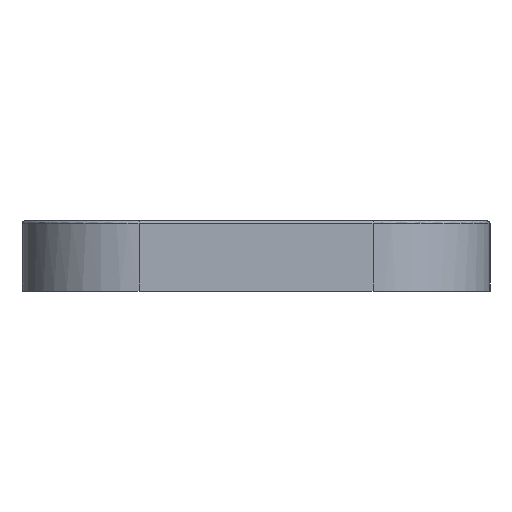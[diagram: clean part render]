
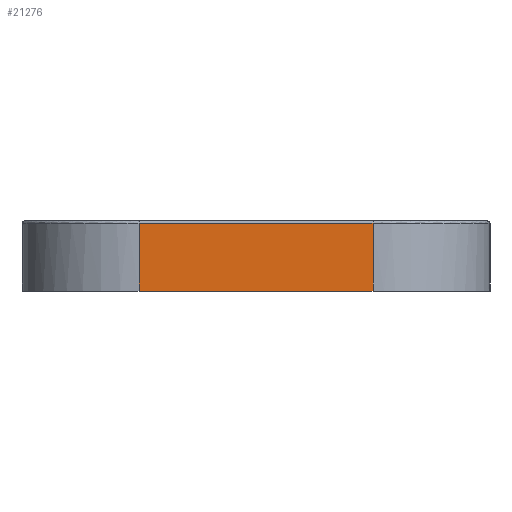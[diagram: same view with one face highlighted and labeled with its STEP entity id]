
A CAD part, left-side view. The second image highlights one B-rep face of the part: STEP entity #21276.
In plain terms, the highlighted free-form (B-spline) face has degree [1, 1] with [2, 2] control points.
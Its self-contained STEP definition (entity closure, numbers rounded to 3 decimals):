
#21276 = ADVANCED_FACE('',(#21277),#21307,.T.);
#21277 = FACE_BOUND('',#21278,.T.);
#21278 = EDGE_LOOP('',(#21279,#21288,#21295,#21302));
#21279 = ORIENTED_EDGE('',*,*,#21280,.F.);
#21280 = EDGE_CURVE('',#21281,#21283,#21285,.T.);
#21281 = VERTEX_POINT('',#21282);
#21282 = CARTESIAN_POINT('',(0.,14.598,
    2.822));
#21283 = VERTEX_POINT('',#21284);
#21284 = CARTESIAN_POINT('',(0.,4.866,2.822));
#21285 = B_SPLINE_CURVE_WITH_KNOTS('',1,(#21286,#21287),.UNSPECIFIED.,
  .F.,.F.,(2,2),(0.,10.),.PIECEWISE_BEZIER_KNOTS.);
#21286 = CARTESIAN_POINT('',(0.,14.598,2.822));
#21287 = CARTESIAN_POINT('',(0.,4.866,2.822));
#21288 = ORIENTED_EDGE('',*,*,#21289,.F.);
#21289 = EDGE_CURVE('',#21290,#21281,#21292,.T.);
#21290 = VERTEX_POINT('',#21291);
#21291 = CARTESIAN_POINT('',(0.,14.598,0.));
#21292 = B_SPLINE_CURVE_WITH_KNOTS('',1,(#21293,#21294),.UNSPECIFIED.,
  .F.,.F.,(2,2),(0.,2.9),.PIECEWISE_BEZIER_KNOTS.);
#21293 = CARTESIAN_POINT('',(0.,14.598,0.));
#21294 = CARTESIAN_POINT('',(0.,14.598,2.822));
#21295 = ORIENTED_EDGE('',*,*,#21296,.T.);
#21296 = EDGE_CURVE('',#21290,#21297,#21299,.T.);
#21297 = VERTEX_POINT('',#21298);
#21298 = CARTESIAN_POINT('',(0.,4.866,0.));
#21299 = B_SPLINE_CURVE_WITH_KNOTS('',1,(#21300,#21301),.UNSPECIFIED.,
  .F.,.F.,(2,2),(0.,10.),.PIECEWISE_BEZIER_KNOTS.);
#21300 = CARTESIAN_POINT('',(0.,14.598,0.));
#21301 = CARTESIAN_POINT('',(0.,4.866,0.));
#21302 = ORIENTED_EDGE('',*,*,#21303,.T.);
#21303 = EDGE_CURVE('',#21297,#21283,#21304,.T.);
#21304 = B_SPLINE_CURVE_WITH_KNOTS('',1,(#21305,#21306),.UNSPECIFIED.,
  .F.,.F.,(2,2),(0.,2.9),.PIECEWISE_BEZIER_KNOTS.);
#21305 = CARTESIAN_POINT('',(0.,4.866,0.));
#21306 = CARTESIAN_POINT('',(0.,4.866,2.822));
#21307 = B_SPLINE_SURFACE_WITH_KNOTS('',1,1,(
    (#21308,#21309)
    ,(#21310,#21311
    )),.UNSPECIFIED.,.F.,.F.,.F.,(2,2),(2,2),(5.,15.),(
    0.,2.9),.PIECEWISE_BEZIER_KNOTS.);
#21308 = CARTESIAN_POINT('',(0.,14.598,0.));
#21309 = CARTESIAN_POINT('',(0.,14.598,2.822));
#21310 = CARTESIAN_POINT('',(0.,4.866,0.));
#21311 = CARTESIAN_POINT('',(0.,4.866,2.822));
